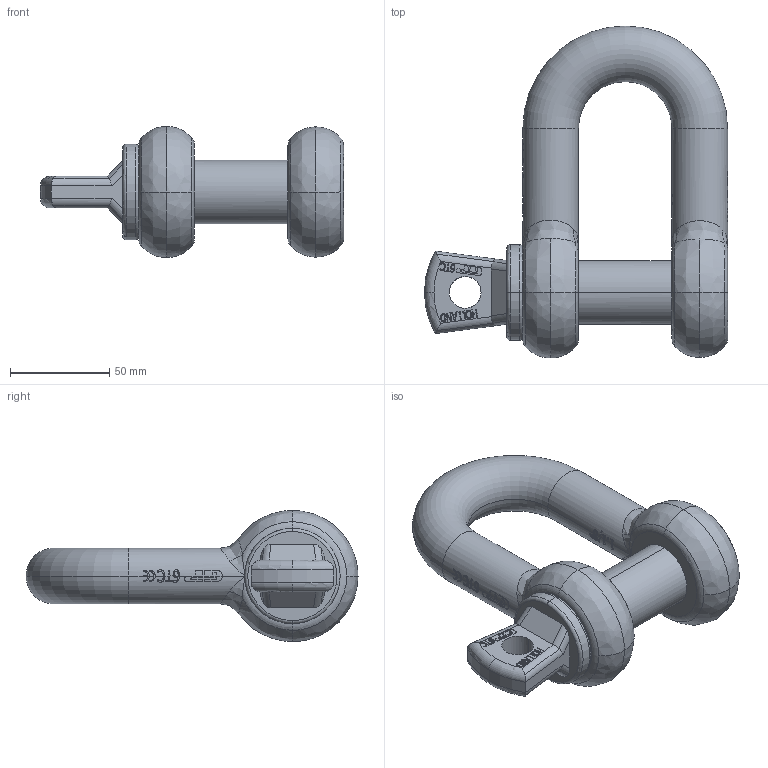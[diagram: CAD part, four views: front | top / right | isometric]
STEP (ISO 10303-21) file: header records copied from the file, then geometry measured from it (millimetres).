
FILE_DESCRIPTION(('.'),'2;1');
FILE_NAME('GPGDBB28.stp','2012-01-15T12:49:45+00:00',('.'),('.'),'','STEP AP214','.');
FILE_SCHEMA(('AUTOMOTIVE_DESIGN { 1 0 10303 214 1 1 1 1 }'));
Length unit declared in the file: millimetre
Products named in the file (3): GPGDBB28; 9,5; 9,5_1
Assembly tree (2 placements, depth 2):
  GPGDBB28
    9,5
    9,5_1
Bounding box: 152.5 x 167 x 66 mm (x, y, z)
Volume: 373378.3 mm3; surface area: 63368.8 mm2
Topology: 2 solids, 2 shells, 657 faces, 2150 edges, 1512 vertices
Faces by surface type: bspline 258, plane 241, cylinder 131, torus 24, cone 3
Entity records: 29047 total; most frequent: CARTESIAN_POINT 12924, ORIENTED_EDGE 4284, EDGE_CURVE 2142, VERTEX_POINT 1512, DIRECTION 1488, B_SPLINE_CURVE_WITH_KNOTS 1361, EDGE_LOOP 686, ADVANCED_FACE 657
